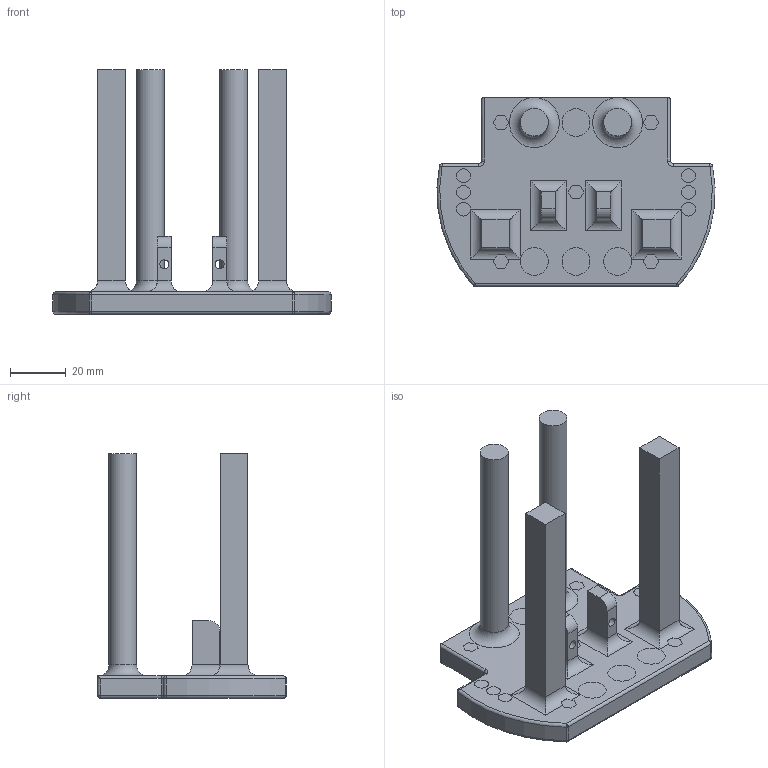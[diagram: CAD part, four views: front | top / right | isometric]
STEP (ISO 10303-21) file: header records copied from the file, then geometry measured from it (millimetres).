
FILE_DESCRIPTION(/* description */ (''),/* implementation_level */ '2;1');
FILE_NAME(/* name */ 'ControllerHolderBase.step',/* time_stamp */ '2025-05-07T15:21:32+02:00',/* author */ (''),/* organization */ (''),/* preprocessor_version */ 'ST-DEVELOPER v20.1',/* originating_system */ 'Autodesk Translation Framework v14.4.0.0',/* authorisation */ '');
FILE_SCHEMA (('AUTOMOTIVE_DESIGN { 1 0 10303 214 3 1 1 }'));
Length unit declared in the file: millimetre
Products named in the file (1): ControllerHolder
Bounding box: 100.11 x 68 x 88 mm (x, y, z)
Volume: 71087.7 mm3; surface area: 31845.6 mm2
Topology: 4 solids, 5 shells, 162 faces, 351 edges, 211 vertices
Faces by surface type: plane 84, cylinder 58, sphere 10, torus 10
Full cylindrical faces by diameter (mm): 3.2 x7, 5 x6, 10 x6
Entity records: 4203 total; most frequent: DIRECTION 756, CARTESIAN_POINT 694, ORIENTED_EDGE 686, EDGE_CURVE 343, AXIS2_PLACEMENT_3D 269, LINE 218, VECTOR 218, VERTEX_POINT 207
